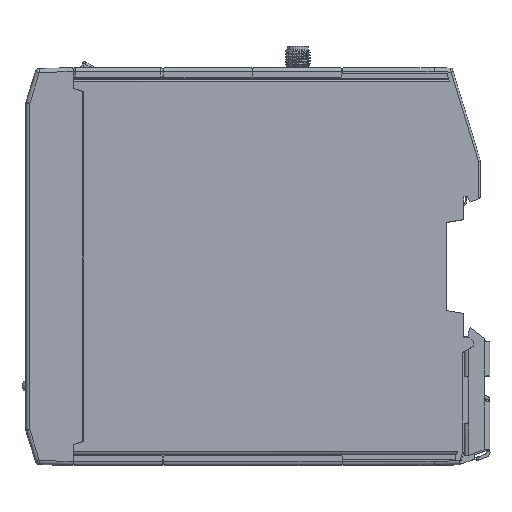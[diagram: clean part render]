
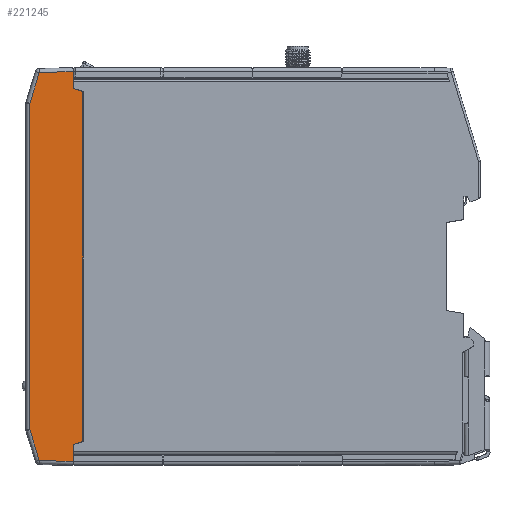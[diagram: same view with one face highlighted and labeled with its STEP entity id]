
A CAD part, top view. The second image highlights one B-rep face of the part: STEP entity #221245.
In plain terms, the highlighted planar face has unit normal (0, 0, 1).
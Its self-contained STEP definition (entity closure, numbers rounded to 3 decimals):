
#221245 = ADVANCED_FACE('',(#221246),#221328,.T.);
#221246 = FACE_BOUND('',#221247,.T.);
#221247 = EDGE_LOOP('',(#221248,#221258,#221266,#221274,#221282,#221290,
    #221298,#221306,#221314,#221322));
#221248 = ORIENTED_EDGE('',*,*,#221249,.F.);
#221249 = EDGE_CURVE('',#221250,#221252,#221254,.T.);
#221250 = VERTEX_POINT('',#221251);
#221251 = CARTESIAN_POINT('',(1.585,96.969,
    20.15));
#221252 = VERTEX_POINT('',#221253);
#221253 = CARTESIAN_POINT('',(10.125,97.267,
    20.15));
#221254 = LINE('',#221255,#221256);
#221255 = CARTESIAN_POINT('',(102.35,100.487,
    20.15));
#221256 = VECTOR('',#221257,1.);
#221257 = DIRECTION('',(0.999,0.035,
    0.));
#221258 = ORIENTED_EDGE('',*,*,#221259,.T.);
#221259 = EDGE_CURVE('',#221250,#221260,#221262,.T.);
#221260 = VERTEX_POINT('',#221261);
#221261 = CARTESIAN_POINT('',(-0.775,89.25,
    20.15));
#221262 = LINE('',#221263,#221264);
#221263 = CARTESIAN_POINT('',(-13.31,48.25,
    20.15));
#221264 = VECTOR('',#221265,1.);
#221265 = DIRECTION('',(-0.292,-0.956,
    0.));
#221266 = ORIENTED_EDGE('',*,*,#221267,.T.);
#221267 = EDGE_CURVE('',#221260,#221268,#221270,.T.);
#221268 = VERTEX_POINT('',#221269);
#221269 = CARTESIAN_POINT('',(-0.775,7.249,
    20.15));
#221270 = LINE('',#221271,#221272);
#221271 = CARTESIAN_POINT('',(-0.775,48.25,
    20.15));
#221272 = VECTOR('',#221273,1.);
#221273 = DIRECTION('',(0.,-1.,0.));
#221274 = ORIENTED_EDGE('',*,*,#221275,.T.);
#221275 = EDGE_CURVE('',#221268,#221276,#221278,.T.);
#221276 = VERTEX_POINT('',#221277);
#221277 = CARTESIAN_POINT('',(1.585,-0.469,
    20.15));
#221278 = LINE('',#221279,#221280);
#221279 = CARTESIAN_POINT('',(-13.31,48.25,
    20.15));
#221280 = VECTOR('',#221281,1.);
#221281 = DIRECTION('',(0.292,-0.956,
    0.));
#221282 = ORIENTED_EDGE('',*,*,#221283,.F.);
#221283 = EDGE_CURVE('',#221284,#221276,#221286,.T.);
#221284 = VERTEX_POINT('',#221285);
#221285 = CARTESIAN_POINT('',(10.125,-0.767,
    20.15));
#221286 = LINE('',#221287,#221288);
#221287 = CARTESIAN_POINT('',(102.35,-3.988,
    20.15));
#221288 = VECTOR('',#221289,1.);
#221289 = DIRECTION('',(-0.999,0.035,
    0.));
#221290 = ORIENTED_EDGE('',*,*,#221291,.F.);
#221291 = EDGE_CURVE('',#221292,#221284,#221294,.T.);
#221292 = VERTEX_POINT('',#221293);
#221293 = CARTESIAN_POINT('',(10.125,3.55,
    20.15));
#221294 = LINE('',#221295,#221296);
#221295 = CARTESIAN_POINT('',(10.125,48.25,
    20.15));
#221296 = VECTOR('',#221297,1.);
#221297 = DIRECTION('',(0.,-1.,0.));
#221298 = ORIENTED_EDGE('',*,*,#221299,.F.);
#221299 = EDGE_CURVE('',#221300,#221292,#221302,.T.);
#221300 = VERTEX_POINT('',#221301);
#221301 = CARTESIAN_POINT('',(12.575,4.299,
    20.15));
#221302 = LINE('',#221303,#221304);
#221303 = CARTESIAN_POINT('',(102.35,31.746,
    20.15));
#221304 = VECTOR('',#221305,1.);
#221305 = DIRECTION('',(-0.956,-0.292,
    0.));
#221306 = ORIENTED_EDGE('',*,*,#221307,.T.);
#221307 = EDGE_CURVE('',#221300,#221308,#221310,.T.);
#221308 = VERTEX_POINT('',#221309);
#221309 = CARTESIAN_POINT('',(12.575,92.201,
    20.15));
#221310 = LINE('',#221311,#221312);
#221311 = CARTESIAN_POINT('',(12.575,59.5,
    20.15));
#221312 = VECTOR('',#221313,1.);
#221313 = DIRECTION('',(0.,1.,0.));
#221314 = ORIENTED_EDGE('',*,*,#221315,.F.);
#221315 = EDGE_CURVE('',#221316,#221308,#221318,.T.);
#221316 = VERTEX_POINT('',#221317);
#221317 = CARTESIAN_POINT('',(10.125,92.95,
    20.15));
#221318 = LINE('',#221319,#221320);
#221319 = CARTESIAN_POINT('',(102.35,64.754,
    20.15));
#221320 = VECTOR('',#221321,1.);
#221321 = DIRECTION('',(0.956,-0.292,
    0.));
#221322 = ORIENTED_EDGE('',*,*,#221323,.F.);
#221323 = EDGE_CURVE('',#221252,#221316,#221324,.T.);
#221324 = LINE('',#221325,#221326);
#221325 = CARTESIAN_POINT('',(10.125,48.25,
    20.15));
#221326 = VECTOR('',#221327,1.);
#221327 = DIRECTION('',(0.,-1.,0.));
#221328 = PLANE('',#221329);
#221329 = AXIS2_PLACEMENT_3D('',#221330,#221331,#221332);
#221330 = CARTESIAN_POINT('',(7.05,59.5,
    20.15));
#221331 = DIRECTION('',(0.,0.,1.));
#221332 = DIRECTION('',(0.,1.,0.));
